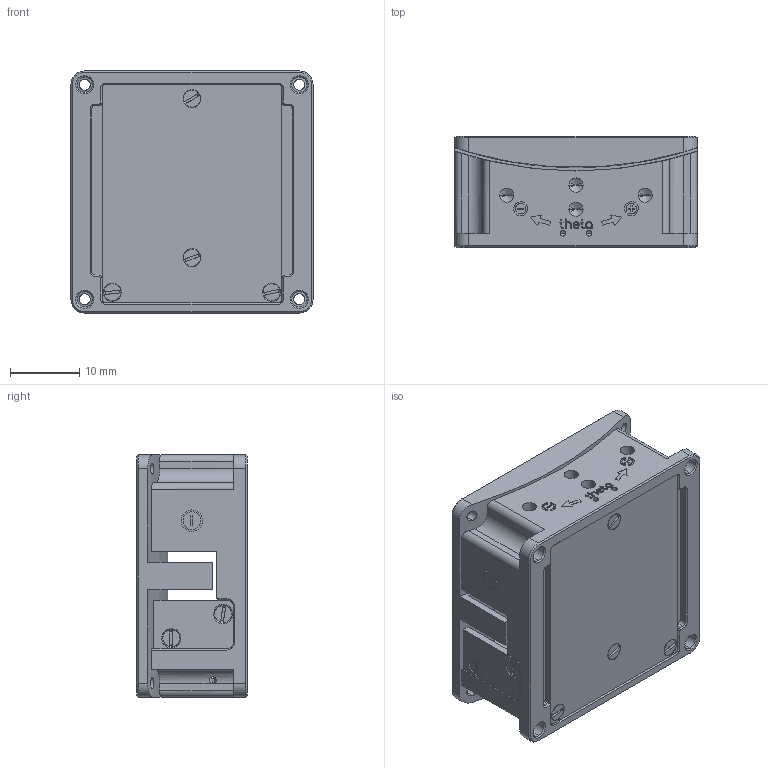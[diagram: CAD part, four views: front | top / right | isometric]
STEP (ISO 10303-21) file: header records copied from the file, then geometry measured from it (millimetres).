
FILE_DESCRIPTION (( 'STEP AP214' ), '1' );
FILE_NAME ('Goniometer35-theta_pattern - web.STEP', '2022-05-24T10:37:38', ( '' ), ( '' ), 'SwSTEP 2.0', 'SolidWorks 2020', '' );
FILE_SCHEMA (( 'AUTOMOTIVE_DESIGN' ));
Length unit declared in the file: millimetre
Products named in the file (1): Goniometer35-theta_pattern - web
Bounding box: 35 x 16 x 35 mm (x, y, z)
Volume: 13902.8 mm3; surface area: 10915.9 mm2
Topology: 13 solids, 13 shells, 2151 faces, 5953 edges, 3915 vertices
Faces by surface type: bspline 1252, plane 579, cylinder 189, cone 115, torus 16
Entity records: 102125 total; most frequent: CARTESIAN_POINT 31984, ORIENTED_EDGE 11866, EDGE_CURVE 5933, DIRECTION 5542, VERTEX_POINT 3915, VECTOR 2800, LINE 2800, B_SPLINE_CURVE_WITH_KNOTS 2654
